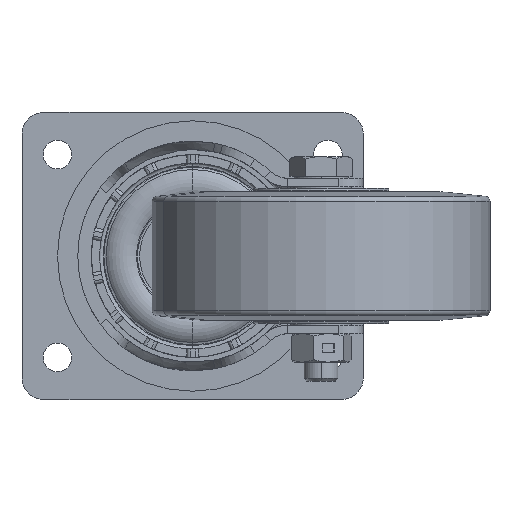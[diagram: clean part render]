
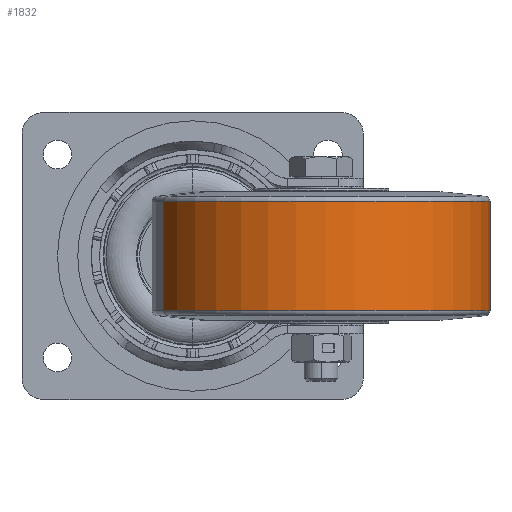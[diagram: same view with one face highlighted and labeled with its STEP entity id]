
A CAD part, front view. The second image highlights one B-rep face of the part: STEP entity #1832.
In plain terms, the highlighted cylindrical face has radius 50 mm (diameter 100 mm), a partial arc.
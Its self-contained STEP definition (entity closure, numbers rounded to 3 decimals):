
#1324 = CARTESIAN_POINT ( 'NONE',  ( 38., -67.86, -16.147 ) ) ;
#1677 = LINE ( 'NONE', #4691, #5476 ) ;
#1832 = ADVANCED_FACE ( 'NONE', ( #13116 ), #3272, .T. ) ;
#2227 = DIRECTION ( 'NONE',  ( 0., 0., -1. ) ) ;
#2612 = CARTESIAN_POINT ( 'NONE',  ( 84.515, -49.521, -16.147 ) ) ;
#2738 = EDGE_CURVE ( 'NONE', #3952, #3770, #16007, .T. ) ;
#3272 = CYLINDRICAL_SURFACE ( 'NONE', #17455, 50. ) ;
#3770 = VERTEX_POINT ( 'NONE', #3920 ) ;
#3920 = CARTESIAN_POINT ( 'NONE',  ( -8.515, -86.199, -16.147 ) ) ;
#3952 = VERTEX_POINT ( 'NONE', #20521 ) ;
#4060 = CIRCLE ( 'NONE', #5668, 50. ) ;
#4474 = EDGE_LOOP ( 'NONE', ( #15029, #15786, #13765, #13655 ) ) ;
#4505 = EDGE_CURVE ( 'NONE', #3770, #16293, #4060, .T. ) ;
#4691 = CARTESIAN_POINT ( 'NONE',  ( 84.515, -49.521, -26.529 ) ) ;
#4759 = DIRECTION ( 'NONE',  ( -0.93, -0.367, 0. ) ) ;
#5476 = VECTOR ( 'NONE', #6184, 1000. ) ;
#5668 = AXIS2_PLACEMENT_3D ( 'NONE', #1324, #15826, #14095 ) ;
#6184 = DIRECTION ( 'NONE',  ( 0., 0., -1. ) ) ;
#8446 = CARTESIAN_POINT ( 'NONE',  ( 38., -67.86, 16.147 ) ) ;
#11235 = VECTOR ( 'NONE', #18685, 1000. ) ;
#11896 = CARTESIAN_POINT ( 'NONE',  ( 84.515, -49.521, 16.147 ) ) ;
#12322 = EDGE_CURVE ( 'NONE', #20864, #3952, #15038, .T. ) ;
#12857 = EDGE_CURVE ( 'NONE', #20864, #16293, #1677, .T. ) ;
#12948 = CARTESIAN_POINT ( 'NONE',  ( 38., -67.86, -26.529 ) ) ;
#13116 = FACE_OUTER_BOUND ( 'NONE', #4474, .T. ) ;
#13655 = ORIENTED_EDGE ( 'NONE', *, *, #4505, .T. ) ;
#13765 = ORIENTED_EDGE ( 'NONE', *, *, #2738, .T. ) ;
#14095 = DIRECTION ( 'NONE',  ( 0.93, 0.367, 0. ) ) ;
#15029 = ORIENTED_EDGE ( 'NONE', *, *, #12857, .F. ) ;
#15038 = CIRCLE ( 'NONE', #18743, 50. ) ;
#15117 = DIRECTION ( 'NONE',  ( 0.93, 0.367, 0. ) ) ;
#15713 = CARTESIAN_POINT ( 'NONE',  ( -8.515, -86.199, -26.529 ) ) ;
#15786 = ORIENTED_EDGE ( 'NONE', *, *, #12322, .T. ) ;
#15826 = DIRECTION ( 'NONE',  ( 0., 0., 1. ) ) ;
#16007 = LINE ( 'NONE', #15713, #11235 ) ;
#16293 = VERTEX_POINT ( 'NONE', #2612 ) ;
#17455 = AXIS2_PLACEMENT_3D ( 'NONE', #12948, #20878, #4759 ) ;
#18685 = DIRECTION ( 'NONE',  ( 0., 0., -1. ) ) ;
#18743 = AXIS2_PLACEMENT_3D ( 'NONE', #8446, #2227, #15117 ) ;
#20521 = CARTESIAN_POINT ( 'NONE',  ( -8.515, -86.199, 16.147 ) ) ;
#20864 = VERTEX_POINT ( 'NONE', #11896 ) ;
#20878 = DIRECTION ( 'NONE',  ( 0., 0., -1. ) ) ;
